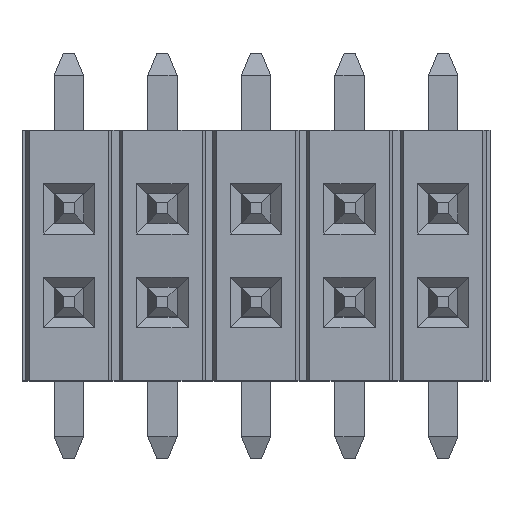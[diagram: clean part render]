
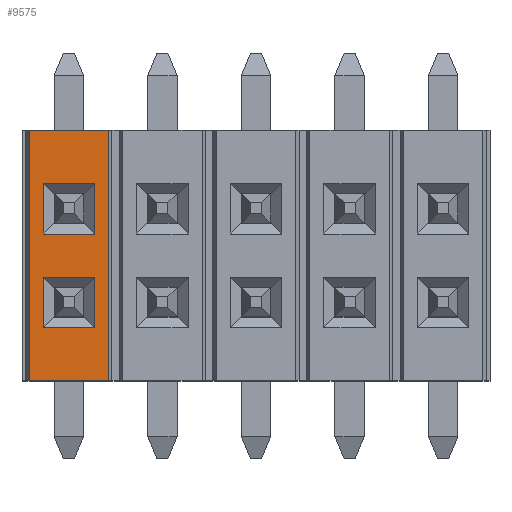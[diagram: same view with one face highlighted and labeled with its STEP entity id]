
A CAD part, top view. The second image highlights one B-rep face of the part: STEP entity #9575.
In plain terms, the highlighted planar face has unit normal (0, 0, 1).
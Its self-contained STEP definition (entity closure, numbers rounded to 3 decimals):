
#44=FACE_BOUND('',#1113,.T.);
#45=FACE_BOUND('',#1114,.T.);
#586=FACE_OUTER_BOUND('',#1112,.T.);
#1112=EDGE_LOOP('',(#7914,#7915,#7916,#7917));
#1113=EDGE_LOOP('',(#7918,#7919,#7920,#7921));
#1114=EDGE_LOOP('',(#7922,#7923,#7924,#7925));
#1242=LINE('',#12655,#2458);
#1312=LINE('',#12805,#2528);
#2200=LINE('',#14666,#3416);
#2202=LINE('',#14670,#3418);
#2204=LINE('',#14673,#3420);
#2205=LINE('',#14676,#3421);
#2207=LINE('',#14680,#3423);
#2209=LINE('',#14683,#3425);
#2295=LINE('',#14852,#3511);
#2297=LINE('',#14856,#3513);
#2298=LINE('',#14858,#3514);
#2299=LINE('',#14859,#3515);
#2458=VECTOR('',#10332,1.);
#2528=VECTOR('',#10474,1.);
#3416=VECTOR('',#12146,1.);
#3418=VECTOR('',#12150,1.);
#3420=VECTOR('',#12154,1.);
#3421=VECTOR('',#12157,1.);
#3423=VECTOR('',#12161,1.);
#3425=VECTOR('',#12165,1.);
#3511=VECTOR('',#12333,1.);
#3513=VECTOR('',#12337,1.);
#3514=VECTOR('',#12338,1.);
#3515=VECTOR('',#12339,1.);
#3648=VERTEX_POINT('',#12652);
#3649=VERTEX_POINT('',#12654);
#3692=VERTEX_POINT('',#12802);
#3693=VERTEX_POINT('',#12804);
#4274=VERTEX_POINT('',#14665);
#4275=VERTEX_POINT('',#14669);
#4276=VERTEX_POINT('',#14675);
#4277=VERTEX_POINT('',#14679);
#4318=VERTEX_POINT('',#14849);
#4319=VERTEX_POINT('',#14851);
#4320=VERTEX_POINT('',#14855);
#4321=VERTEX_POINT('',#14857);
#4462=EDGE_CURVE('',#3649,#3648,#1242,.T.);
#4536=EDGE_CURVE('',#3693,#3692,#1312,.T.);
#5456=EDGE_CURVE('',#4274,#3649,#2200,.T.);
#5458=EDGE_CURVE('',#4275,#4274,#2202,.T.);
#5460=EDGE_CURVE('',#3648,#4275,#2204,.T.);
#5461=EDGE_CURVE('',#4276,#3693,#2205,.T.);
#5463=EDGE_CURVE('',#4277,#4276,#2207,.T.);
#5465=EDGE_CURVE('',#3692,#4277,#2209,.T.);
#5551=EDGE_CURVE('',#4319,#4318,#2295,.T.);
#5553=EDGE_CURVE('',#4318,#4320,#2297,.T.);
#5554=EDGE_CURVE('',#4321,#4320,#2298,.T.);
#5555=EDGE_CURVE('',#4321,#4319,#2299,.T.);
#7914=ORIENTED_EDGE('',*,*,#5553,.T.);
#7915=ORIENTED_EDGE('',*,*,#5554,.F.);
#7916=ORIENTED_EDGE('',*,*,#5555,.T.);
#7917=ORIENTED_EDGE('',*,*,#5551,.T.);
#7918=ORIENTED_EDGE('',*,*,#4536,.T.);
#7919=ORIENTED_EDGE('',*,*,#5465,.T.);
#7920=ORIENTED_EDGE('',*,*,#5463,.T.);
#7921=ORIENTED_EDGE('',*,*,#5461,.T.);
#7922=ORIENTED_EDGE('',*,*,#4462,.T.);
#7923=ORIENTED_EDGE('',*,*,#5460,.T.);
#7924=ORIENTED_EDGE('',*,*,#5458,.T.);
#7925=ORIENTED_EDGE('',*,*,#5456,.T.);
#8582=PLANE('',#10134);
#9575=ADVANCED_FACE('',(#586,#44,#45),#8582,.F.);
#10134=AXIS2_PLACEMENT_3D('',#14854,#12335,#12336);
#10332=DIRECTION('',(1.,0.,0.));
#10474=DIRECTION('',(-1.,0.,0.));
#12146=DIRECTION('',(0.,1.,0.));
#12150=DIRECTION('',(-1.,0.,0.));
#12154=DIRECTION('',(0.,-1.,0.));
#12157=DIRECTION('',(0.,-1.,0.));
#12161=DIRECTION('',(1.,0.,0.));
#12165=DIRECTION('',(0.,1.,0.));
#12333=DIRECTION('',(0.,-1.,0.));
#12335=DIRECTION('center_axis',(0.,0.,-1.));
#12336=DIRECTION('ref_axis',(1.,0.,0.));
#12337=DIRECTION('',(1.,0.,0.));
#12338=DIRECTION('',(0.,-1.,0.));
#12339=DIRECTION('',(-1.,0.,0.));
#12652=CARTESIAN_POINT('',(-29.592,2.849,0.5));
#12654=CARTESIAN_POINT('',(-30.292,2.849,0.5));
#12655=CARTESIAN_POINT('',(-14.067,2.849,0.5));
#12802=CARTESIAN_POINT('',(-30.292,3.434,0.5));
#12804=CARTESIAN_POINT('',(-29.592,3.434,0.5));
#12805=CARTESIAN_POINT('',(-14.067,3.434,0.5));
#14665=CARTESIAN_POINT('',(-30.292,2.164,0.5));
#14666=CARTESIAN_POINT('',(-30.292,3.572,0.5));
#14669=CARTESIAN_POINT('',(-29.592,2.164,0.5));
#14670=CARTESIAN_POINT('',(-14.067,2.164,0.5));
#14673=CARTESIAN_POINT('',(-29.592,3.572,0.5));
#14675=CARTESIAN_POINT('',(-29.592,4.119,0.5));
#14676=CARTESIAN_POINT('',(-29.592,4.842,0.5));
#14679=CARTESIAN_POINT('',(-30.292,4.119,0.5));
#14680=CARTESIAN_POINT('',(-14.067,4.119,0.5));
#14683=CARTESIAN_POINT('',(-30.292,4.842,0.5));
#14849=CARTESIAN_POINT('',(-30.481,1.442,0.5));
#14851=CARTESIAN_POINT('',(-30.481,4.842,0.5));
#14852=CARTESIAN_POINT('',(-30.481,4.842,0.5));
#14854=CARTESIAN_POINT('Origin',(-14.067,4.842,0.5));
#14855=CARTESIAN_POINT('',(-29.403,1.442,0.5));
#14856=CARTESIAN_POINT('',(-30.577,1.442,0.5));
#14857=CARTESIAN_POINT('',(-29.403,4.842,0.5));
#14858=CARTESIAN_POINT('',(-29.403,4.842,0.5));
#14859=CARTESIAN_POINT('',(-30.577,4.842,0.5));
